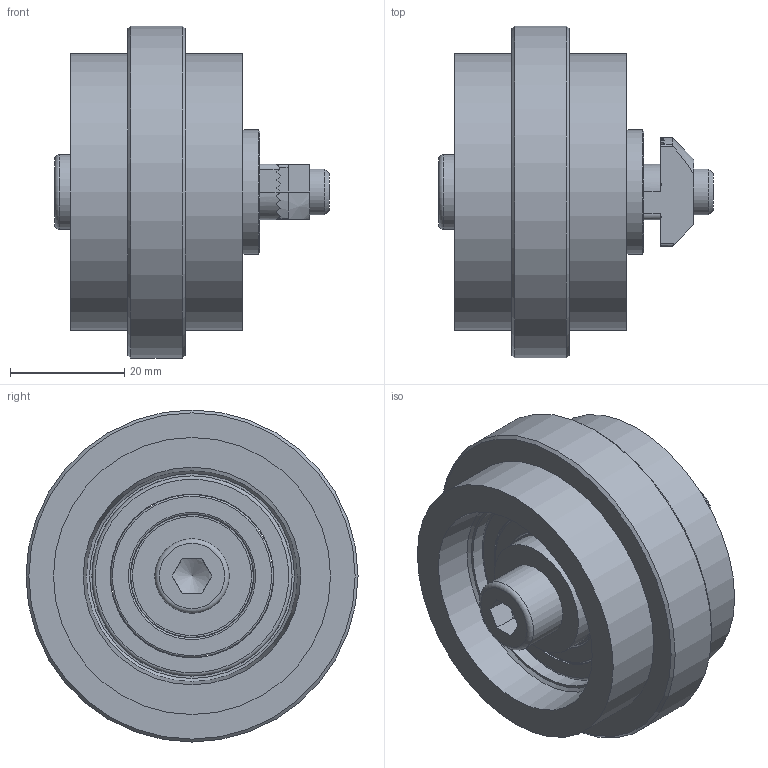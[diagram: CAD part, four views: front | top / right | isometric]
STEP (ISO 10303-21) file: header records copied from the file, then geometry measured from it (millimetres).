
FILE_DESCRIPTION((''),'2;1');
FILE_NAME('AR3565.stp','2021-07-28T11:16:05',('arma01'),(''),'Autodesk Inventor 2013','Autodesk Inventor 2013','');
FILE_SCHEMA(('AUTOMOTIVE_DESIGN { 1 0 10303 214 1 1 1 1 }'));
Length unit declared in the file: millimetre
Products named in the file (7): AR3565; AR3565 I; DIN 625 SKF- osłonięte jednostronnie SKF 6202-Z; AR3565 III; AR3565 IV; AR3399; DIN 912 - zastąpiona przez DIN EN ISO 4762 M8 x 40
Assembly tree (6 placements, depth 2):
  AR3565
    AR3565 I
    DIN 625 SKF- osłonięte jednostronnie SKF 6202-Z
    AR3565 III
    AR3565 IV
    AR3399
    DIN 912 - zastąpiona przez DIN EN ISO 4762 M8 x 40
Bounding box: 48 x 58 x 58 mm (x, y, z)
Volume: 47889.8 mm3; surface area: 24340.1 mm2
Topology: 8 solids, 8 shells, 158 faces, 427 edges, 280 vertices
Faces by surface type: plane 67, cylinder 45, torus 25, cone 14, sphere 7
Full cylindrical faces by diameter (mm): 8 x3, 8.6 x1, 13 x1, 15 x2, 20.75 x1, 21.4 x2, 21.6 x2, 21.75 x1, 28.4 x2, 28.6 x2, 29 x1, 35 x2, 48.4 x2, 58 x1
Entity records: 5617 total; most frequent: CARTESIAN_POINT 1684, DIRECTION 758, ORIENTED_EDGE 708, EDGE_CURVE 354, AXIS2_PLACEMENT_3D 323, VERTEX_POINT 260, EDGE_LOOP 234, FACE_OUTER_BOUND 158
